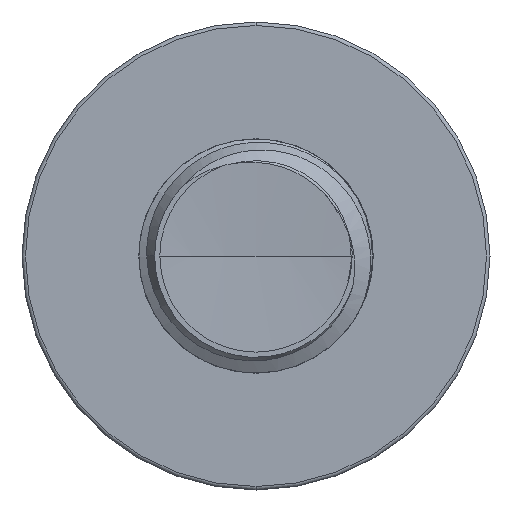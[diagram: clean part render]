
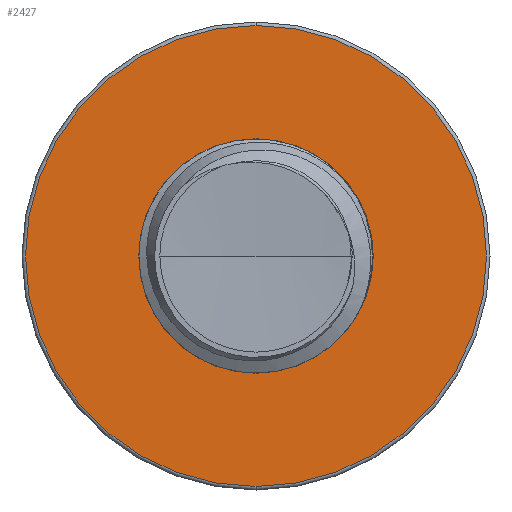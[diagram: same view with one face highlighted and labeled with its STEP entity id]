
A CAD part, front view. The second image highlights one B-rep face of the part: STEP entity #2427.
In plain terms, the highlighted planar face has unit normal (0, -1, 0).
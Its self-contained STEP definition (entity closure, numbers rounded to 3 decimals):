
#158 = AXIS2_PLACEMENT_3D ( 'NONE', #6157, #6134, #6116 ) ;
#182 = EDGE_LOOP ( 'NONE', ( #9330, #13051 ) ) ;
#1051 = DIRECTION ( 'NONE',  ( 0., 0., -1. ) ) ;
#1068 = DIRECTION ( 'NONE',  ( 0., -1., 0. ) ) ;
#1070 = CARTESIAN_POINT ( 'NONE',  ( 0., 5., 0. ) ) ;
#1098 = FACE_OUTER_BOUND ( 'NONE', #182, .T. ) ;
#1873 = EDGE_CURVE ( 'NONE', #10497, #11765, #11799, .T. ) ;
#1939 = ORIENTED_EDGE ( 'NONE', *, *, #8661, .F. ) ;
#2037 = CARTESIAN_POINT ( 'NONE',  ( 0., 5., -1.754 ) ) ;
#2310 = EDGE_CURVE ( 'NONE', #3710, #15333, #9168, .T. ) ;
#2427 = ADVANCED_FACE ( 'NONE', ( #1098, #4335 ), #15802, .T. ) ;
#2503 = CIRCLE ( 'NONE', #158, 1.754 ) ;
#3710 = VERTEX_POINT ( 'NONE', #10232 ) ;
#4335 = FACE_BOUND ( 'NONE', #16856, .T. ) ;
#4838 = DIRECTION ( 'NONE',  ( 0., 0., -1. ) ) ;
#4863 = DIRECTION ( 'NONE',  ( 0., -1., 0. ) ) ;
#4883 = CARTESIAN_POINT ( 'NONE',  ( 0., 5., 0. ) ) ;
#6031 = CARTESIAN_POINT ( 'NONE',  ( 0., 5., -3.447 ) ) ;
#6116 = DIRECTION ( 'NONE',  ( 0., 0., -1. ) ) ;
#6134 = DIRECTION ( 'NONE',  ( 0., -1., 0. ) ) ;
#6157 = CARTESIAN_POINT ( 'NONE',  ( 0., 5., 0. ) ) ;
#8580 = AXIS2_PLACEMENT_3D ( 'NONE', #15950, #15938, #15935 ) ;
#8661 = EDGE_CURVE ( 'NONE', #11765, #10497, #2503, .T. ) ;
#9168 = CIRCLE ( 'NONE', #8580, 3.447 ) ;
#9207 = CIRCLE ( 'NONE', #14377, 3.447 ) ;
#9330 = ORIENTED_EDGE ( 'NONE', *, *, #12993, .T. ) ;
#10232 = CARTESIAN_POINT ( 'NONE',  ( 0., 5., 3.447 ) ) ;
#10497 = VERTEX_POINT ( 'NONE', #2037 ) ;
#11085 = CARTESIAN_POINT ( 'NONE',  ( 0., 5., 1.754 ) ) ;
#11765 = VERTEX_POINT ( 'NONE', #11085 ) ;
#11799 = CIRCLE ( 'NONE', #14629, 1.754 ) ;
#12993 = EDGE_CURVE ( 'NONE', #15333, #3710, #9207, .T. ) ;
#13051 = ORIENTED_EDGE ( 'NONE', *, *, #2310, .T. ) ;
#14377 = AXIS2_PLACEMENT_3D ( 'NONE', #1070, #1068, #1051 ) ;
#14629 = AXIS2_PLACEMENT_3D ( 'NONE', #4883, #4863, #4838 ) ;
#14814 = AXIS2_PLACEMENT_3D ( 'NONE', #15883, #15722, #15721 ) ;
#15333 = VERTEX_POINT ( 'NONE', #6031 ) ;
#15721 = DIRECTION ( 'NONE',  ( 0., 0., -1. ) ) ;
#15722 = DIRECTION ( 'NONE',  ( 0., -1., 0. ) ) ;
#15802 = PLANE ( 'NONE',  #14814 ) ;
#15883 = CARTESIAN_POINT ( 'NONE',  ( 0., 5., 1.754 ) ) ;
#15935 = DIRECTION ( 'NONE',  ( 0., 0., -1. ) ) ;
#15938 = DIRECTION ( 'NONE',  ( 0., -1., 0. ) ) ;
#15950 = CARTESIAN_POINT ( 'NONE',  ( 0., 5., 0. ) ) ;
#15989 = ORIENTED_EDGE ( 'NONE', *, *, #1873, .F. ) ;
#16856 = EDGE_LOOP ( 'NONE', ( #15989, #1939 ) ) ;
